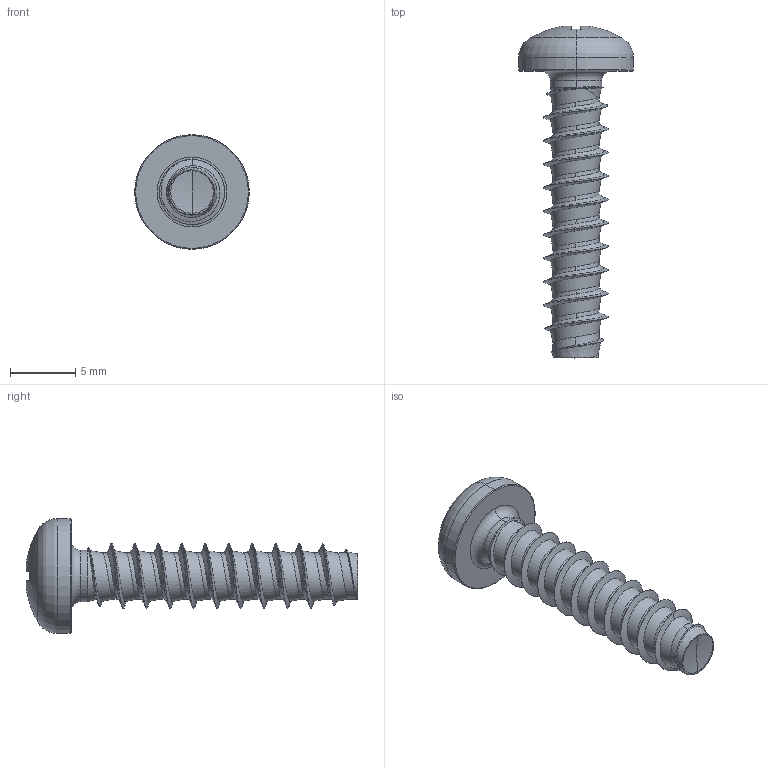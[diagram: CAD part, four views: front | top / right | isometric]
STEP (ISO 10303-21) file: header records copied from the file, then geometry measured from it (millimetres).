
FILE_DESCRIPTION (( 'STEP AP203' ), '1' );
FILE_NAME ('STP320500220.STEP', '2017-08-15T14:45:27', ( '' ), ( '' ), 'SwSTEP 2.0', 'SolidWorks 2015', '' );
FILE_SCHEMA (( 'CONFIG_CONTROL_DESIGN' ));
Length unit declared in the file: millimetre
Products named in the file (1): STP320500220
Bounding box: 8.8 x 25.45 x 8.8 mm (x, y, z)
Volume: 408 mm3; surface area: 591.7 mm2
Topology: 1 solids, 1 shells, 185 faces, 425 edges, 242 vertices
Faces by surface type: bspline 51, cylinder 48, torus 28, sphere 28, plane 22, cone 8
Entity records: 24470 total; most frequent: CARTESIAN_POINT 20646, ORIENTED_EDGE 846, DIRECTION 726, EDGE_CURVE 423, AXIS2_PLACEMENT_3D 323, VERTEX_POINT 242, CIRCLE 188, EDGE_LOOP 187
